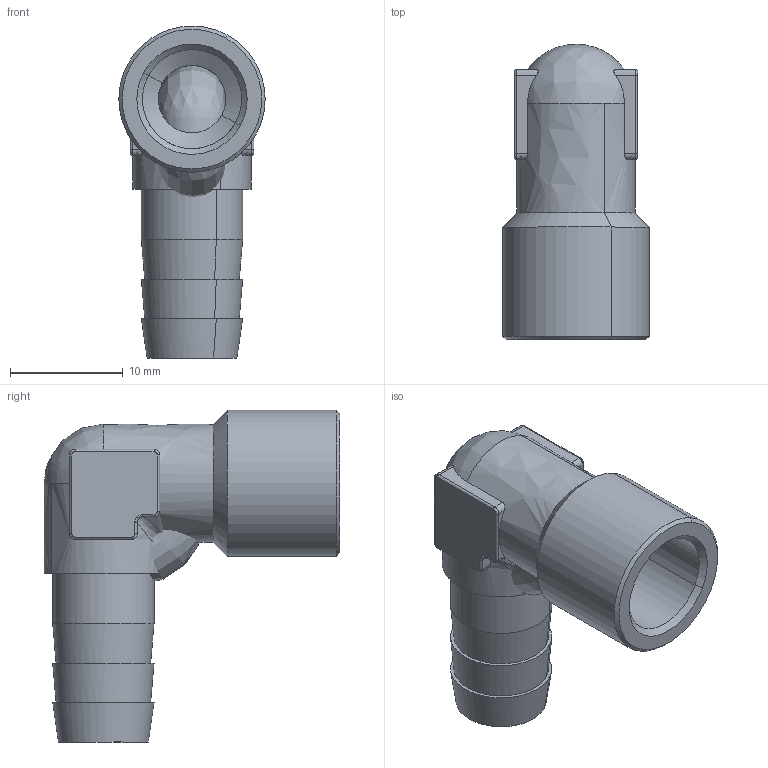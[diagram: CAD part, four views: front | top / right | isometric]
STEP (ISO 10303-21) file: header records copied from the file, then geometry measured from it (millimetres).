
FILE_DESCRIPTION(( 'RA.30B08.18.stp' ), '1');
FILE_NAME( 'RA.30B08.18.stp', '2018-11-09T15:47:55',( 'Sopra'),('sopra-pneumatic.com'), 'SwSTEP 2.0','SolidWorks 2009','' );
FILE_SCHEMA (('CONFIG_CONTROL_DESIGN'));
Length unit declared in the file: millimetre
Products named in the file (1): Document
Bounding box: 13 x 26.25 x 29.5 mm (x, y, z)
Surface area: 2868.2 mm2 (no closed solid volume)
Topology: 0 solids, 91 shells, 94 faces, 446 edges, 438 vertices
Faces by surface type: bspline 75, plane 19
Entity records: 6623 total; most frequent: CARTESIAN_POINT 4429, ORIENTED_EDGE 454, EDGE_CURVE 446, VERTEX_POINT 442, B_SPLINE_CURVE_WITH_KNOTS 228, EDGE_LOOP 99, ADVANCED_FACE 94, FACE_OUTER_BOUND 94
